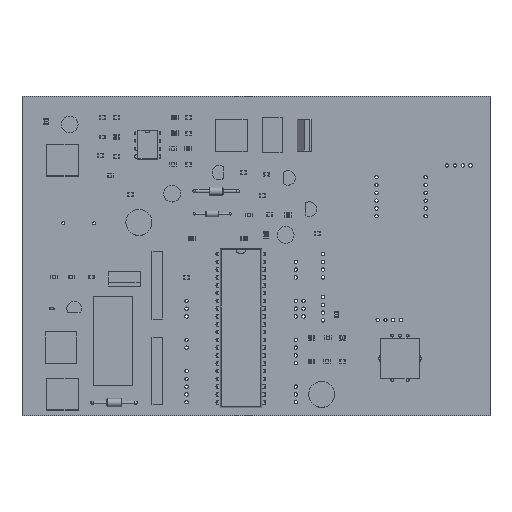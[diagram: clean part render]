
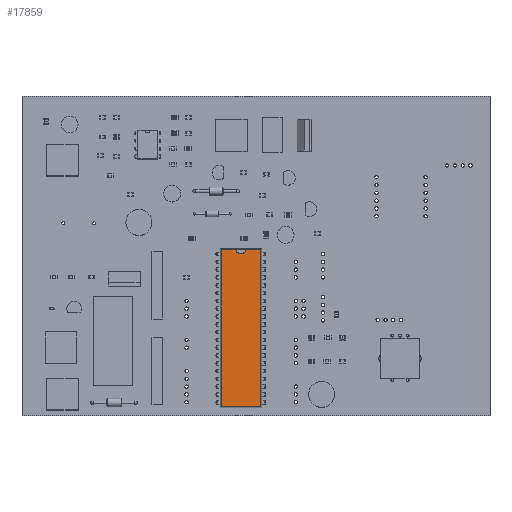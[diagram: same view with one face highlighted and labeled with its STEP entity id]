
A CAD part, top view. The second image highlights one B-rep face of the part: STEP entity #17859.
In plain terms, the highlighted planar face has unit normal (0, 0, 1).
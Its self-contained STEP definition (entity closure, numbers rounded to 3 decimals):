
#17691 = VERTEX_POINT('',#17692);
#17692 = CARTESIAN_POINT('',(-6.425,-25.538,6.35));
#17700 = VERTEX_POINT('',#17701);
#17701 = CARTESIAN_POINT('',(-6.425,25.538,6.35));
#17707 = EDGE_CURVE('',#17691,#17700,#17708,.T.);
#17708 = LINE('',#17709,#17710);
#17709 = CARTESIAN_POINT('',(-6.425,-25.876,6.35));
#17710 = VECTOR('',#17711,1.);
#17711 = DIRECTION('',(0.,1.,0.));
#17801 = VERTEX_POINT('',#17802);
#17802 = CARTESIAN_POINT('',(6.425,-25.538,6.35));
#17808 = EDGE_CURVE('',#17691,#17801,#17809,.T.);
#17809 = LINE('',#17810,#17811);
#17810 = CARTESIAN_POINT('',(-6.763,-25.538,6.35));
#17811 = VECTOR('',#17812,1.);
#17812 = DIRECTION('',(1.,0.,0.));
#17859 = ADVANCED_FACE('',(#17860),#17895,.T.);
#17860 = FACE_BOUND('',#17861,.T.);
#17861 = EDGE_LOOP('',(#17862,#17863,#17864,#17872,#17880,#17889));
#17862 = ORIENTED_EDGE('',*,*,#17707,.F.);
#17863 = ORIENTED_EDGE('',*,*,#17808,.T.);
#17864 = ORIENTED_EDGE('',*,*,#17865,.T.);
#17865 = EDGE_CURVE('',#17801,#17866,#17868,.T.);
#17866 = VERTEX_POINT('',#17867);
#17867 = CARTESIAN_POINT('',(6.425,25.538,6.35));
#17868 = LINE('',#17869,#17870);
#17869 = CARTESIAN_POINT('',(6.425,-25.876,6.35));
#17870 = VECTOR('',#17871,1.);
#17871 = DIRECTION('',(0.,1.,0.));
#17872 = ORIENTED_EDGE('',*,*,#17873,.F.);
#17873 = EDGE_CURVE('',#17874,#17866,#17876,.T.);
#17874 = VERTEX_POINT('',#17875);
#17875 = CARTESIAN_POINT('',(1.657,25.538,6.35));
#17876 = LINE('',#17877,#17878);
#17877 = CARTESIAN_POINT('',(-6.763,25.538,6.35));
#17878 = VECTOR('',#17879,1.);
#17879 = DIRECTION('',(1.,0.,0.));
#17880 = ORIENTED_EDGE('',*,*,#17881,.F.);
#17881 = EDGE_CURVE('',#17882,#17874,#17884,.T.);
#17882 = VERTEX_POINT('',#17883);
#17883 = CARTESIAN_POINT('',(-1.657,25.538,6.35));
#17884 = CIRCLE('',#17885,1.691);
#17885 = AXIS2_PLACEMENT_3D('',#17886,#17887,#17888);
#17886 = CARTESIAN_POINT('',(0.,25.876,6.35));
#17887 = DIRECTION('',(0.,0.,1.));
#17888 = DIRECTION('',(1.,0.,0.));
#17889 = ORIENTED_EDGE('',*,*,#17890,.F.);
#17890 = EDGE_CURVE('',#17700,#17882,#17891,.T.);
#17891 = LINE('',#17892,#17893);
#17892 = CARTESIAN_POINT('',(-6.763,25.538,6.35));
#17893 = VECTOR('',#17894,1.);
#17894 = DIRECTION('',(1.,0.,0.));
#17895 = PLANE('',#17896);
#17896 = AXIS2_PLACEMENT_3D('',#17897,#17898,#17899);
#17897 = CARTESIAN_POINT('',(-6.763,-25.876,6.35));
#17898 = DIRECTION('',(0.,0.,1.));
#17899 = DIRECTION('',(1.,0.,0.));
